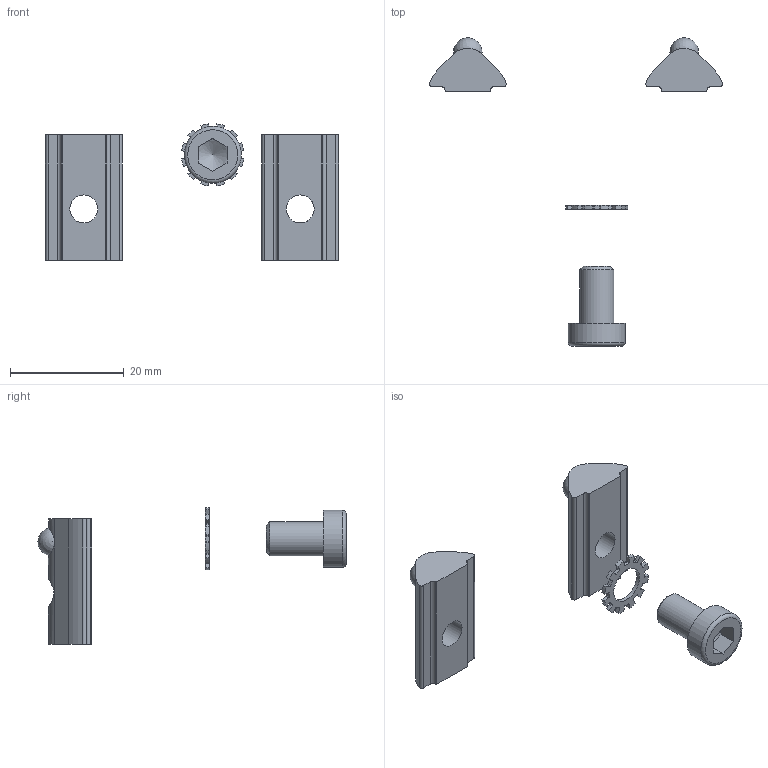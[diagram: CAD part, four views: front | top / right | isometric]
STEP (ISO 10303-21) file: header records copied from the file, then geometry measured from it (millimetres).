
FILE_DESCRIPTION((''),'2;1');
FILE_NAME('SZ0683Z_A.stp','2013-08-26T12:00:51',('janine behrens'),(''),'Autodesk Inventor 2012','Autodesk Inventor 2012','');
FILE_SCHEMA(('AUTOMOTIVE_DESIGN { 1 0 10303 214 1 1 1 1 }'));
Length unit declared in the file: millimetre
Products named in the file (7): SZ0683Z_A; SV2101V_A; ME1631104_A; MK2402100_A; MK5100000_A; SS8206V_A; AS 1420  - Metrisch M6 x 10
Assembly tree (7 placements, depth 3):
  SZ0683Z_A
    SV2101V_A  x2
      ME1631104_A
      MK2402100_A
      MK5100000_A
    SS8206V_A
    AS 1420  - Metrisch M6 x 10
Bounding box: 51.47 x 54.13 x 23.96 mm (x, y, z)
Volume: 3169.9 mm3; surface area: 3097.2 mm2
Topology: 8 solids, 8 shells, 143 faces, 379 edges, 251 vertices
Faces by surface type: cylinder 75, plane 59, cone 4, sphere 2, bspline 2, torus 1
Full cylindrical faces by diameter (mm): 4.5 x2, 4.917 x2, 5.1 x2, 6 x1, 6.4 x1, 10 x1
Entity records: 4599 total; most frequent: CARTESIAN_POINT 1402, DIRECTION 680, ORIENTED_EDGE 602, EDGE_CURVE 301, AXIS2_PLACEMENT_3D 259, VERTEX_POINT 207, VECTOR 162, LINE 162
